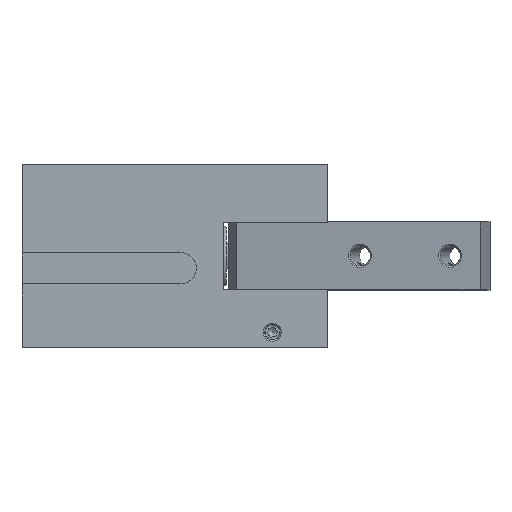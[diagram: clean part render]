
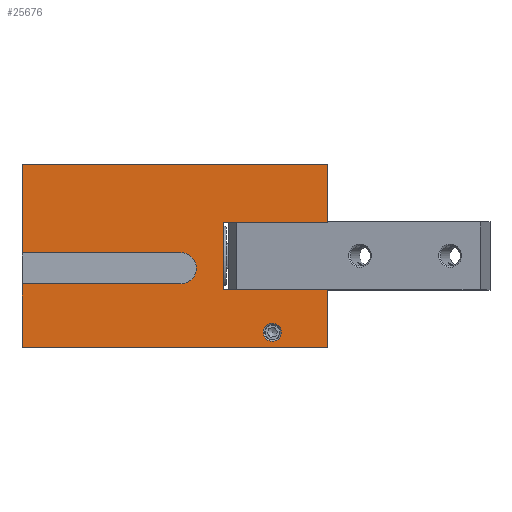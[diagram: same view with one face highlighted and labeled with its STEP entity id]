
A CAD part, left-side view. The second image highlights one B-rep face of the part: STEP entity #25676.
In plain terms, the highlighted planar face has unit normal (-1, 0, 0).
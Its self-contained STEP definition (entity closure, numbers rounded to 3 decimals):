
#359=CIRCLE($,#26492,0.513);
#360=CIRCLE($,#26493,0.296);
#685=FACE_BOUND($,#4161,.T.);
#1264=PLANE($,#26491);
#2568=FACE_OUTER_BOUND($,#4160,.T.);
#4160=EDGE_LOOP($,(#23002,#23003,#23004,#23005,#23006,#23007,#23008,#23009,
#23010,#23011,#23012,#23013));
#4161=EDGE_LOOP($,(#23014));
#5174=LINE($,#34620,#7023);
#5543=LINE($,#37962,#7392);
#6251=LINE($,#50515,#8100);
#6269=LINE($,#50555,#8118);
#6314=LINE($,#50915,#8163);
#6317=LINE($,#50919,#8166);
#6318=LINE($,#50922,#8167);
#6320=LINE($,#50940,#8169);
#6321=LINE($,#50941,#8170);
#6322=LINE($,#50943,#8171);
#6323=LINE($,#50944,#8172);
#7023=VECTOR($,#27929,10.);
#7392=VECTOR($,#28494,10.);
#8100=VECTOR($,#29572,3.4);
#8118=VECTOR($,#29596,3.4);
#8163=VECTOR($,#29815,1.9);
#8166=VECTOR($,#29820,1.9);
#8167=VECTOR($,#29825,2.2);
#8169=VECTOR($,#29847,5.2);
#8170=VECTOR($,#29848,2.088);
#8171=VECTOR($,#29849,2.888);
#8172=VECTOR($,#29850,5.2);
#10420=VERTEX_POINT($,#34617);
#10421=VERTEX_POINT($,#34619);
#10833=VERTEX_POINT($,#37955);
#10836=VERTEX_POINT($,#37960);
#12029=VERTEX_POINT($,#50512);
#12030=VERTEX_POINT($,#50514);
#12048=VERTEX_POINT($,#50552);
#12049=VERTEX_POINT($,#50554);
#12113=VERTEX_POINT($,#50936);
#12114=VERTEX_POINT($,#50937);
#12115=VERTEX_POINT($,#50939);
#12116=VERTEX_POINT($,#50942);
#12117=VERTEX_POINT($,#50945);
#13259=EDGE_CURVE($,#10420,#10421,#5174,.T.);
#13878=EDGE_CURVE($,#10836,#10833,#5543,.T.);
#15692=EDGE_CURVE($,#12030,#12029,#6251,.T.);
#15712=EDGE_CURVE($,#12049,#12048,#6269,.T.);
#15798=EDGE_CURVE($,#10836,#12030,#6314,.T.);
#15801=EDGE_CURVE($,#12048,#10421,#6317,.T.);
#15802=EDGE_CURVE($,#12029,#12049,#6318,.T.);
#15807=EDGE_CURVE($,#12113,#12114,#359,.T.);
#15808=EDGE_CURVE($,#12114,#12115,#6320,.T.);
#15809=EDGE_CURVE($,#12115,#10833,#6321,.T.);
#15810=EDGE_CURVE($,#10420,#12116,#6322,.T.);
#15811=EDGE_CURVE($,#12116,#12113,#6323,.T.);
#15812=EDGE_CURVE($,#12117,#12117,#360,.T.);
#23002=ORIENTED_EDGE($,*,*,#15807,.T.);
#23003=ORIENTED_EDGE($,*,*,#15808,.T.);
#23004=ORIENTED_EDGE($,*,*,#15809,.T.);
#23005=ORIENTED_EDGE($,*,*,#13878,.F.);
#23006=ORIENTED_EDGE($,*,*,#15798,.T.);
#23007=ORIENTED_EDGE($,*,*,#15692,.T.);
#23008=ORIENTED_EDGE($,*,*,#15802,.T.);
#23009=ORIENTED_EDGE($,*,*,#15712,.T.);
#23010=ORIENTED_EDGE($,*,*,#15801,.T.);
#23011=ORIENTED_EDGE($,*,*,#13259,.F.);
#23012=ORIENTED_EDGE($,*,*,#15810,.T.);
#23013=ORIENTED_EDGE($,*,*,#15811,.T.);
#23014=ORIENTED_EDGE($,*,*,#15812,.F.);
#25676=ADVANCED_FACE($,(#2568,#685),#1264,.T.);
#26491=AXIS2_PLACEMENT_3D($,#50935,#29843,#29844);
#26492=AXIS2_PLACEMENT_3D($,#50938,#29845,#29846);
#26493=AXIS2_PLACEMENT_3D($,#50946,#29851,#29852);
#27929=DIRECTION($,(0.,-1.,0.));
#28494=DIRECTION($,(0.,1.,0.));
#29572=DIRECTION($,(0.,1.,0.));
#29596=DIRECTION($,(0.,-1.,0.));
#29815=DIRECTION($,(0.,0.,1.));
#29820=DIRECTION($,(0.,0.,1.));
#29825=DIRECTION($,(0.,0.,1.));
#29843=DIRECTION('center_axis',(-1.,0.,0.));
#29844=DIRECTION('ref_axis',(0.,0.,1.));
#29845=DIRECTION('center_axis',(1.,0.,0.));
#29846=DIRECTION('ref_axis',(0.,0.,1.));
#29847=DIRECTION($,(0.,1.,0.));
#29848=DIRECTION($,(0.,0.,-1.));
#29849=DIRECTION($,(0.,0.,-1.));
#29850=DIRECTION($,(0.,-1.,0.));
#29851=DIRECTION('center_axis',(-1.,0.,0.));
#29852=DIRECTION('ref_axis',(0.,0.,-1.));
#34617=CARTESIAN_POINT('',(-4.,5.,3.));
#34619=CARTESIAN_POINT('',(-4.,-5.,3.));
#34620=CARTESIAN_POINT($,(-4.,5.,3.));
#37955=CARTESIAN_POINT('',(-4.,5.,-3.));
#37960=CARTESIAN_POINT('',(-4.,-5.,-3.));
#37962=CARTESIAN_POINT($,(-4.,-5.,-3.));
#50512=CARTESIAN_POINT('',(-4.,-1.6,-1.1));
#50514=CARTESIAN_POINT('',(-4.,-5.,-1.1));
#50515=CARTESIAN_POINT($,(-4.,-5.,-1.1));
#50552=CARTESIAN_POINT('',(-4.,-5.,1.1));
#50554=CARTESIAN_POINT('',(-4.,-1.6,1.1));
#50555=CARTESIAN_POINT($,(-4.,-1.6,1.1));
#50915=CARTESIAN_POINT($,(-4.,-5.,-3.));
#50919=CARTESIAN_POINT($,(-4.,-5.,1.1));
#50922=CARTESIAN_POINT($,(-4.,-1.6,-1.1));
#50935=CARTESIAN_POINT('Origin',(-4.,0.,3.));
#50936=CARTESIAN_POINT('',(-4.,-0.2,0.113));
#50937=CARTESIAN_POINT('',(-4.,-0.2,-0.913));
#50938=CARTESIAN_POINT('Origin',(-4.,-0.2,-0.4));
#50939=CARTESIAN_POINT('',(-4.,5.,-0.913));
#50940=CARTESIAN_POINT($,(-4.,-0.2,-0.913));
#50941=CARTESIAN_POINT($,(-4.,5.,-0.913));
#50942=CARTESIAN_POINT('',(-4.,5.,0.113));
#50943=CARTESIAN_POINT($,(-4.,5.,3.));
#50944=CARTESIAN_POINT($,(-4.,5.,0.113));
#50945=CARTESIAN_POINT('',(-4.,-3.2,-2.204));
#50946=CARTESIAN_POINT('Origin',(-4.,-3.2,-2.5));
